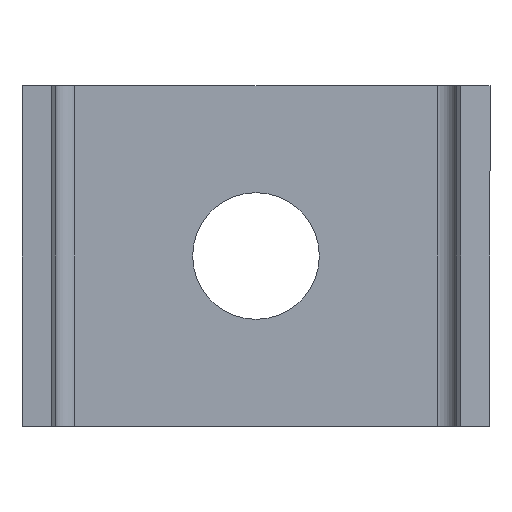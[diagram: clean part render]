
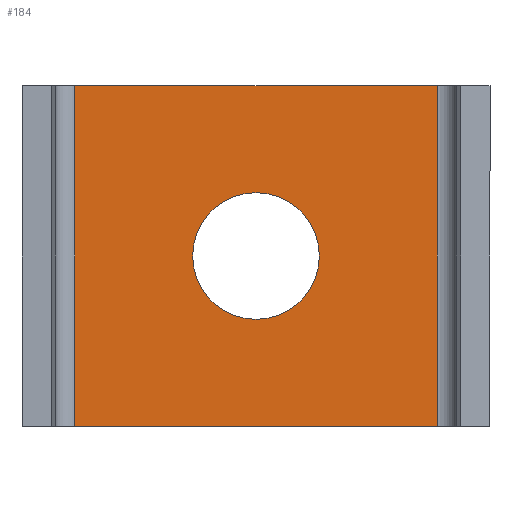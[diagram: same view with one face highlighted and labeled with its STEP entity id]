
A CAD part, front view. The second image highlights one B-rep face of the part: STEP entity #184.
In plain terms, the highlighted planar face has unit normal (0, -1, 0).
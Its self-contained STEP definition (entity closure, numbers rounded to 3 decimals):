
#6 = LINE ( 'NONE', #379, #136 ) ;
#8 = CARTESIAN_POINT ( 'NONE',  ( 18.6, 0., -17.5 ) ) ;
#16 = CARTESIAN_POINT ( 'NONE',  ( 18.6, 0., 17.5 ) ) ;
#26 = VERTEX_POINT ( 'NONE', #155 ) ;
#63 = DIRECTION ( 'NONE',  ( -1., 0., 0. ) ) ;
#65 = ORIENTED_EDGE ( 'NONE', *, *, #200, .F. ) ;
#71 = CARTESIAN_POINT ( 'NONE',  ( 0., 0., 0. ) ) ;
#82 = ORIENTED_EDGE ( 'NONE', *, *, #94, .F. ) ;
#94 = EDGE_CURVE ( 'NONE', #258, #26, #382, .T. ) ;
#101 = ORIENTED_EDGE ( 'NONE', *, *, #261, .T. ) ;
#131 = DIRECTION ( 'NONE',  ( 0., -1., 0. ) ) ;
#136 = VECTOR ( 'NONE', #375, 1000. ) ;
#155 = CARTESIAN_POINT ( 'NONE',  ( -18.6, 0., -17.5 ) ) ;
#165 = VECTOR ( 'NONE', #177, 1000. ) ;
#171 = ORIENTED_EDGE ( 'NONE', *, *, #476, .F. ) ;
#173 = VERTEX_POINT ( 'NONE', #16 ) ;
#177 = DIRECTION ( 'NONE',  ( 0., 0., -1. ) ) ;
#184 = ADVANCED_FACE ( 'NONE', ( #587, #617 ), #627, .T. ) ;
#192 = CIRCLE ( 'NONE', #203, 6.5 ) ;
#200 = EDGE_CURVE ( 'NONE', #173, #258, #437, .T. ) ;
#203 = AXIS2_PLACEMENT_3D ( 'NONE', #233, #585, #285 ) ;
#212 = EDGE_CURVE ( 'NONE', #349, #173, #6, .T. ) ;
#213 = VERTEX_POINT ( 'NONE', #432 ) ;
#233 = CARTESIAN_POINT ( 'NONE',  ( 0., 0., 0. ) ) ;
#247 = CARTESIAN_POINT ( 'NONE',  ( -18.6, 0., 17.5 ) ) ;
#258 = VERTEX_POINT ( 'NONE', #531 ) ;
#261 = EDGE_CURVE ( 'NONE', #486, #213, #192, .T. ) ;
#262 = CIRCLE ( 'NONE', #582, 6.5 ) ;
#285 = DIRECTION ( 'NONE',  ( 0., 0., 1. ) ) ;
#306 = DIRECTION ( 'NONE',  ( 0., 0., 1. ) ) ;
#319 = ORIENTED_EDGE ( 'NONE', *, *, #212, .F. ) ;
#347 = CARTESIAN_POINT ( 'NONE',  ( 0., 0., 6.5 ) ) ;
#349 = VERTEX_POINT ( 'NONE', #247 ) ;
#375 = DIRECTION ( 'NONE',  ( 1., 0., 0. ) ) ;
#379 = CARTESIAN_POINT ( 'NONE',  ( 18.6, 0., 17.5 ) ) ;
#381 = LINE ( 'NONE', #408, #626 ) ;
#382 = LINE ( 'NONE', #8, #571 ) ;
#386 = DIRECTION ( 'NONE',  ( 0., 0., -1. ) ) ;
#408 = CARTESIAN_POINT ( 'NONE',  ( -18.6, 0., -17.5 ) ) ;
#430 = EDGE_LOOP ( 'NONE', ( #101, #517 ) ) ;
#432 = CARTESIAN_POINT ( 'NONE',  ( 0., 0., -6.5 ) ) ;
#437 = LINE ( 'NONE', #580, #165 ) ;
#476 = EDGE_CURVE ( 'NONE', #26, #349, #381, .T. ) ;
#486 = VERTEX_POINT ( 'NONE', #347 ) ;
#517 = ORIENTED_EDGE ( 'NONE', *, *, #561, .T. ) ;
#531 = CARTESIAN_POINT ( 'NONE',  ( 18.6, 0., -17.5 ) ) ;
#561 = EDGE_CURVE ( 'NONE', #213, #486, #262, .T. ) ;
#567 = DIRECTION ( 'NONE',  ( 0., 1., 0. ) ) ;
#571 = VECTOR ( 'NONE', #63, 1000. ) ;
#580 = CARTESIAN_POINT ( 'NONE',  ( 18.6, 0., -17.5 ) ) ;
#582 = AXIS2_PLACEMENT_3D ( 'NONE', #668, #567, #306 ) ;
#585 = DIRECTION ( 'NONE',  ( 0., 1., 0. ) ) ;
#587 = FACE_BOUND ( 'NONE', #430, .T. ) ;
#591 = AXIS2_PLACEMENT_3D ( 'NONE', #71, #131, #386 ) ;
#603 = DIRECTION ( 'NONE',  ( 0., 0., 1. ) ) ;
#617 = FACE_OUTER_BOUND ( 'NONE', #665, .T. ) ;
#626 = VECTOR ( 'NONE', #603, 1000. ) ;
#627 = PLANE ( 'NONE',  #591 ) ;
#665 = EDGE_LOOP ( 'NONE', ( #171, #82, #65, #319 ) ) ;
#668 = CARTESIAN_POINT ( 'NONE',  ( 0., 0., 0. ) ) ;
